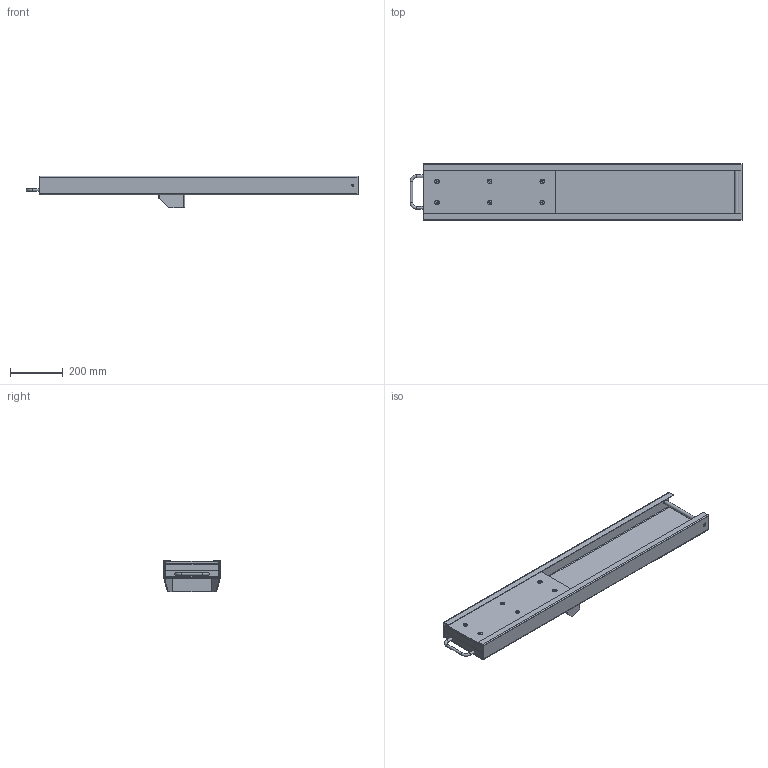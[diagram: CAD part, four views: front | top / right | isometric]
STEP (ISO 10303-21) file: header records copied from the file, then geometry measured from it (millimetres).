
FILE_DESCRIPTION(/* description */ (''),/* implementation_level */ '2;1');
FILE_NAME(/* name */ 'E0083350 A.stp',/* time_stamp */ '2022-10-17T10:14:13+02:00',/* author */ ('CR'),/* organization */ (''),/* preprocessor_version */ 'ST-DEVELOPER v18.1',/* originating_system */ 'Autodesk Inventor 2021',/* authorisation */ '');
FILE_SCHEMA (('AUTOMOTIVE_DESIGN { 1 0 10303 214 3 1 1 }'));
Length unit declared in the file: millimetre
Products named in the file (1): Part1
Bounding box: 1260 x 214 x 120 mm (x, y, z)
Volume: 2507271.8 mm3; surface area: 1575625.6 mm2
Topology: 7 solids, 7 shells, 260 faces, 580 edges, 350 vertices
Faces by surface type: plane 148, cylinder 71, cone 18, bspline 15, torus 8
Full cylindrical faces by diameter (mm): 3 x1, 4.917 x2, 6 x2, 6.647 x6, 7 x2, 8 x6, 9 x6, 10 x3, 12 x6, 15 x1, 16 x6
Entity records: 7860 total; most frequent: CARTESIAN_POINT 1725, DIRECTION 1189, ORIENTED_EDGE 1156, EDGE_CURVE 578, AXIS2_PLACEMENT_3D 400, LINE 389, VECTOR 389, VERTEX_POINT 350
